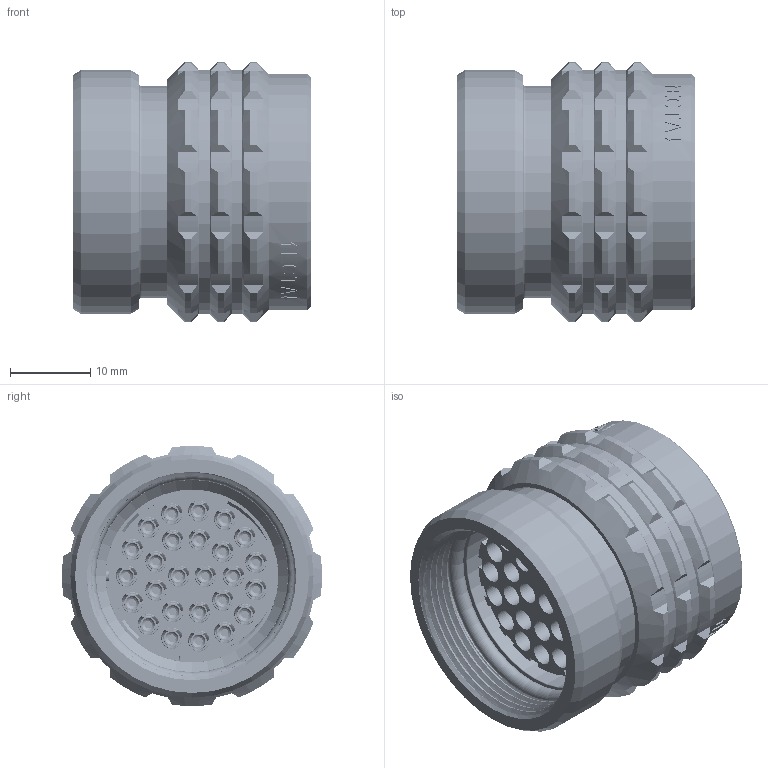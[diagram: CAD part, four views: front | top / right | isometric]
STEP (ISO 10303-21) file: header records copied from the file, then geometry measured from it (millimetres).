
FILE_DESCRIPTION((''),'2;1');
FILE_NAME('1332M426FS','2024-07-30T10:54:56',('paultorloting'),('NET AG system integration'),'CREO PARAMETRIC BY PTC INC, 2021404','CREO PARAMETRIC BY PTC INC, 2021404','');
FILE_SCHEMA(('AUTOMOTIVE_DESIGN { 1 0 10303 214 1 1 1 1 }'));
Length unit declared in the file: millimetre
Products named in the file (1): 1332M426FS
Bounding box: 29.8 x 32.46 x 32.46 mm (x, y, z)
Volume: 13077.7 mm3; surface area: 21513.6 mm2
Topology: 2 solids, 2 shells, 4683 faces, 12031 edges, 7588 vertices
Faces by surface type: plane 2198, cylinder 1523, torus 357, cone 301, bspline 188, extrusion 104, sphere 12
Entity records: 206432 total; most frequent: CARTESIAN_POINT 67845, ORIENTED_EDGE 24050, DIRECTION 22274, EDGE_CURVE 12025, AXIS2_PLACEMENT_3D 8224, VERTEX_POINT 7588, VECTOR 5823, LINE 5719
